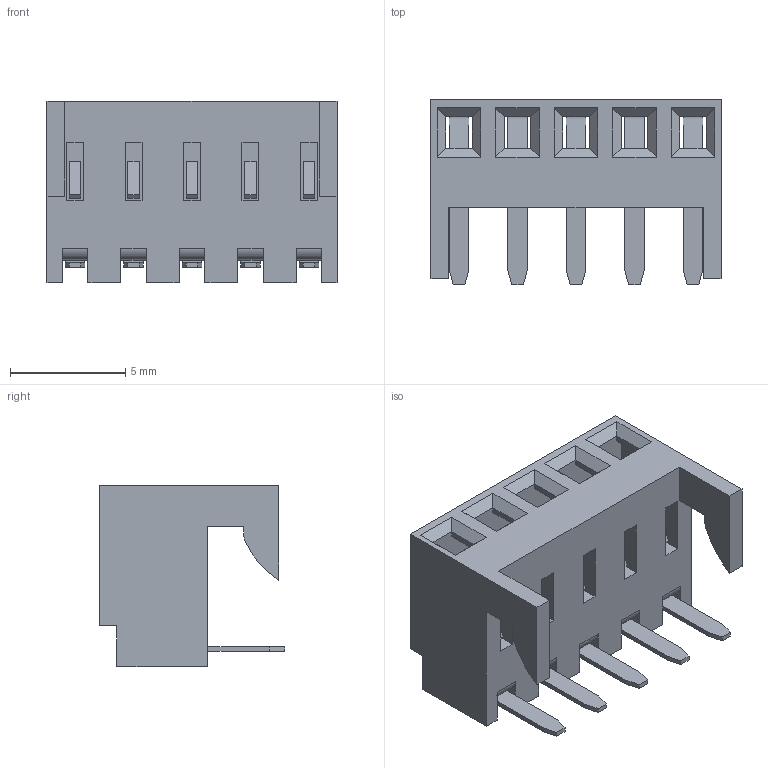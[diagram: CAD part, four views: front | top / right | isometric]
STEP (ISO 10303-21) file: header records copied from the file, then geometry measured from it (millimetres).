
FILE_DESCRIPTION((''),'2;1');
FILE_NAME('038001335','2014-10-13T',('me'),(''),'PRO/ENGINEER BY PARAMETRIC TECHNOLOGY CORPORATION, 2011490','PRO/ENGINEER BY PARAMETRIC TECHNOLOGY CORPORATION, 2011490','');
FILE_SCHEMA(('CONFIG_CONTROL_DESIGN'));
Length unit declared in the file: inch
Products named in the file (1): 038001335
Bounding box: 12.6 x 8.05 x 7.87 mm (x, y, z)
Volume: 205.5 mm3; surface area: 796.4 mm2
Topology: 1 solids, 1 shells, 251 faces, 710 edges, 466 vertices
Faces by surface type: plane 202, cylinder 49
Entity records: 8084 total; most frequent: CARTESIAN_POINT 1419, ORIENTED_EDGE 1400, DIRECTION 1324, EDGE_CURVE 700, VECTOR 602, LINE 602, VERTEX_POINT 456, AXIS2_PLACEMENT_3D 361
